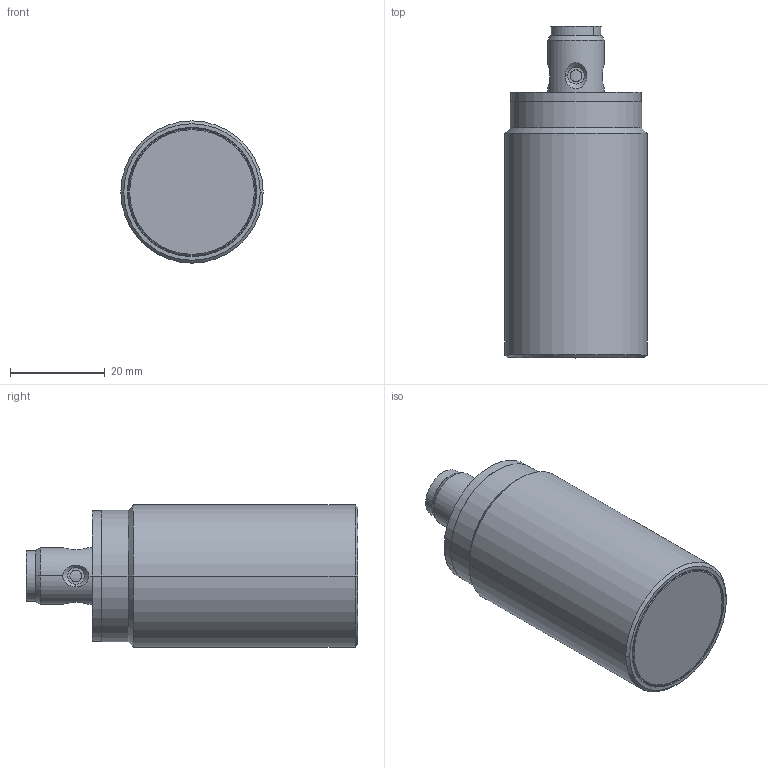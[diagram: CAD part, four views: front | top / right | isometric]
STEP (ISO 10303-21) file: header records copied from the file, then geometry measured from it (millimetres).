
FILE_DESCRIPTION((''),'2;1');
FILE_NAME('DM_CAD-6620_SW0001','2019-03-12T',('creinig-se'),(''),'PRO/ENGINEER BY PARAMETRIC TECHNOLOGY CORPORATION, 2015440','PRO/ENGINEER BY PARAMETRIC TECHNOLOGY CORPORATION, 2015440','');
FILE_SCHEMA(('CONFIG_CONTROL_DESIGN'));
Length unit declared in the file: millimetre
Products named in the file (1): DM_CAD-6620_SW0001
Bounding box: 30 x 70 x 30 mm (x, y, z)
Volume: 39351.1 mm3; surface area: 8390.1 mm2
Topology: 1 solids, 1 shells, 211 faces, 590 edges, 420 vertices
Faces by surface type: cylinder 75, plane 42, bspline 40, cone 26, sphere 26, torus 2
Entity records: 10889 total; most frequent: CARTESIAN_POINT 4233, ORIENTED_EDGE 1026, DIRECTION 991, EDGE_CURVE 513, AXIS2_PLACEMENT_3D 400, VERTEX_POINT 318, PRESENTATION_STYLE_ASSIGNMENT 263, STYLED_ITEM 263
